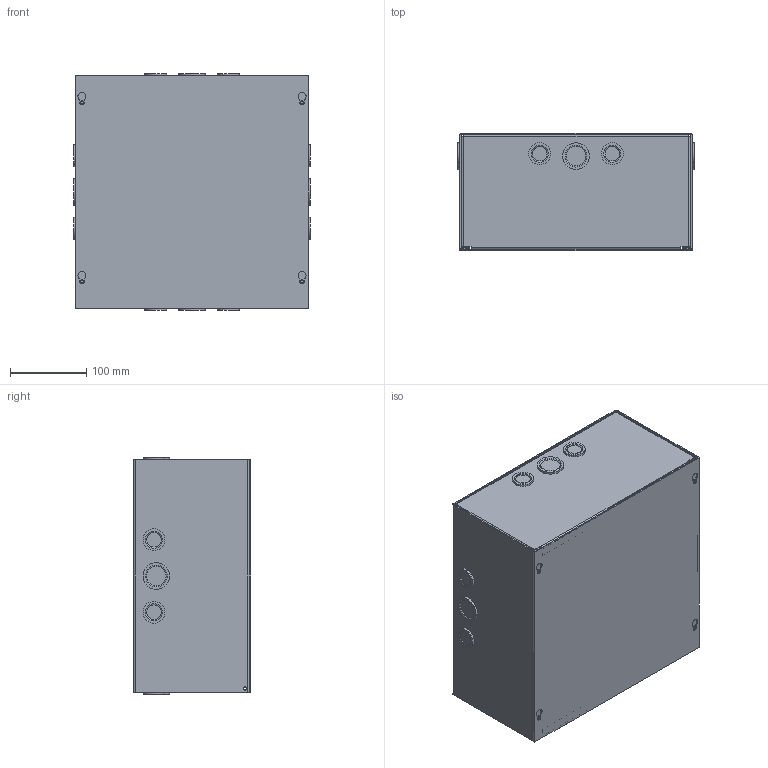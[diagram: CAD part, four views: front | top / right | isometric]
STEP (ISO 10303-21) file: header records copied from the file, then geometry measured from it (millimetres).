
FILE_DESCRIPTION( ( 'Unknown' ), '1' );
FILE_NAME( 'DUKO121206.stp', 'Unknown', ( 'Unknown' ), ( 'Unknown' ), 'PSStep 16.0.42', 'Unknown', ' ' );
FILE_SCHEMA( ( 'AUTOMOTIVE_DESIGN { 1 0 10303 214 1 1 1 1 }' ) );
Length unit declared in the file: millimetre
Products named in the file (5): DUKO121206_BOITIER; DUKO121206B_16Ga; DUKOxx1206E_16Ga; Assem1; D1212C_16Ga
Assembly tree (5 placements, depth 3):
  Assem1
    D1212C_16Ga
    DUKO121206_BOITIER
      DUKO121206B_16Ga
      DUKOxx1206E_16Ga  x2
Bounding box: 310.9 x 153.92 x 310.9 mm (x, y, z)
Volume: 602832.8 mm3; surface area: 799551.2 mm2
Topology: 4 solids, 4 shells, 369 faces, 845 edges, 561 vertices
Faces by surface type: plane 238, cylinder 84, torus 32, cone 8, extrusion 7
Full cylindrical faces by diameter (mm): 0.346 x2, 3.658 x2, 4.293 x6, 6.35 x4, 6.706 x2, 25.527 x8, 28.575 x8, 31.877 x4, 34.925 x4
Entity records: 11207 total; most frequent: CARTESIAN_POINT 1665, DIRECTION 1429, ORIENTED_EDGE 1304, EDGE_CURVE 652, AXIS2_PLACEMENT_3D 515, VERTEX_POINT 464, EDGE_LOOP 460, VECTOR 399
